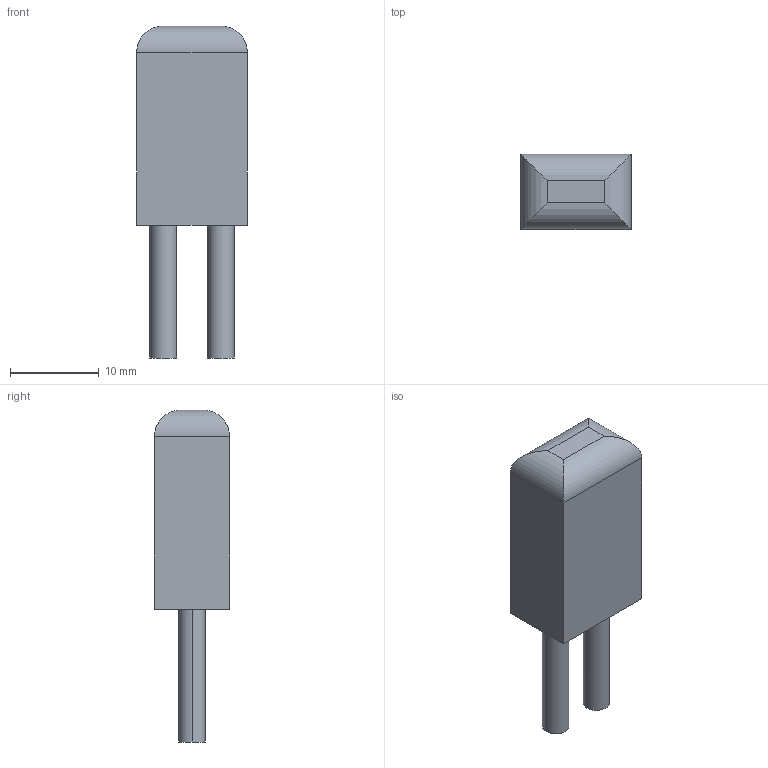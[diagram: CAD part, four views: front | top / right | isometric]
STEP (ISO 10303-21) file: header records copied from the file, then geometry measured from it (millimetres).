
FILE_DESCRIPTION(('CATIA V5 STEP Exchange','CAx-IF Rec.Pracs.--- Model Styling and Organization---1.4--- 2014-01-23'),'2;1');
FILE_NAME ('001200-1_3', '2023-02-24T11:42:00+00:00', ('none'), ('Weidmueller'), 'CATIA Version 5-6 Release 2016 SP3 HF44', 'CATIA V5 STEP AP214', 'none');
FILE_SCHEMA(('AUTOMOTIVE_DESIGN { 1 0 10303 214 1 1 1 1 }'));
Length unit declared in the file: millimetre
Products named in the file (1): 0212700000
Bounding box: 12.5 x 8.5 x 37.5 mm (x, y, z)
Volume: 2531.9 mm3; surface area: 1409.3 mm2
Topology: 3 solids, 3 shells, 18 faces, 32 edges, 20 vertices
Faces by surface type: plane 10, cylinder 8
Entity records: 499 total; most frequent: CARTESIAN_POINT 116, DIRECTION 66, ORIENTED_EDGE 64, EDGE_CURVE 32, AXIS2_PLACEMENT_3D 28, VECTOR 20, LINE 20, VERTEX_POINT 20
